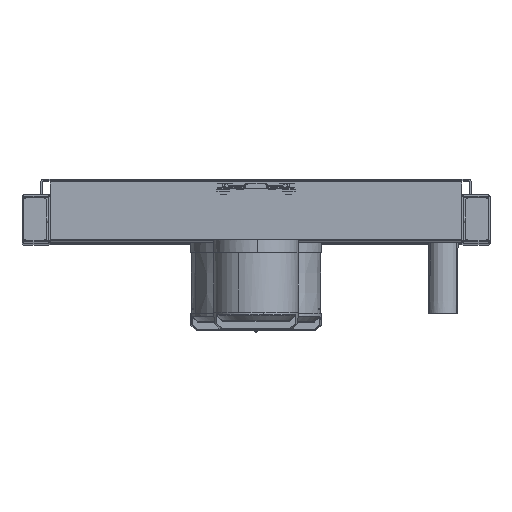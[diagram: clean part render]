
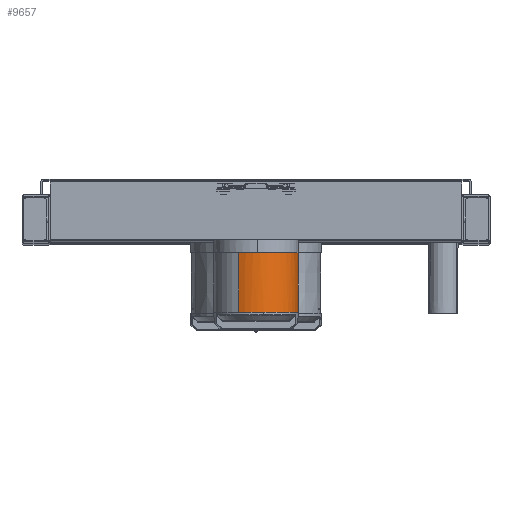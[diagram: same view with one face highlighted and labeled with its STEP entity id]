
A CAD part, top view. The second image highlights one B-rep face of the part: STEP entity #9657.
In plain terms, the highlighted cylindrical face has radius 45 mm (diameter 90 mm), a partial arc.
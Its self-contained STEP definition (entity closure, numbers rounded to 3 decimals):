
#8011=CYLINDRICAL_SURFACE('',#217853,45.);
#9657=ADVANCED_FACE('extract',(#14660),#8011,.T.);
#14660=FACE_OUTER_BOUND('',#80269,.T.);
#19608=VECTOR('',#223642,63.8);
#19609=VECTOR('',#223642,63.8);
#24782=LINE('',#153919,#19608);
#24783=LINE('',#153920,#19609);
#32839=ORIENTED_EDGE('',*,*,#57434,.F.);
#32840=ORIENTED_EDGE('',*,*,#57435,.F.);
#32841=ORIENTED_EDGE('',*,*,#57436,.T.);
#32842=ORIENTED_EDGE('',*,*,#57387,.F.);
#32843=ORIENTED_EDGE('',*,*,#57393,.T.);
#57387=EDGE_CURVE('1945',#72545,#72546,#69248,.T.);
#57393=EDGE_CURVE('1951',#72545,#72550,#69253,.T.);
#57434=EDGE_CURVE('1992',#72589,#72550,#24782,.T.);
#57435=EDGE_CURVE('1993',#72590,#72589,#69267,.T.);
#57436=EDGE_CURVE('1994',#72590,#72546,#24783,.T.);
#69248=CIRCLE('',#217821,45.);
#69253=CIRCLE('',#217827,45.);
#69267=CIRCLE('',#217854,45.);
#72545=VERTEX_POINT('1323',#153745);
#72546=VERTEX_POINT('1324',#153746);
#72550=VERTEX_POINT('1328',#153756);
#72589=VERTEX_POINT('1367',#153919);
#72590=VERTEX_POINT('1368',#153920);
#80269=EDGE_LOOP('',(#32839,#32840,#32841,#32842,#32843));
#153745=CARTESIAN_POINT('',(8.306,-75.3,2182.227));
#153746=CARTESIAN_POINT('',(-18.513,-75.3,2179.016));
#153747=CARTESIAN_POINT('',(0.,-75.3,2138.));
#153756=CARTESIAN_POINT('',(18.513,-75.3,2096.984));
#153918=CARTESIAN_POINT('',(0.,-11.5,2138.));
#153919=CARTESIAN_POINT('',(18.513,-11.5,2096.984));
#153920=CARTESIAN_POINT('',(-18.513,-11.5,2179.016));
#217821=AXIS2_PLACEMENT_3D('',#153747,#223642,#224099);
#217827=AXIS2_PLACEMENT_3D('',#153747,#223641,#224099);
#217853=AXIS2_PLACEMENT_3D('',#153918,#223642,#224123);
#217854=AXIS2_PLACEMENT_3D('',#153918,#223641,#224124);
#223641=DIRECTION('',(0.,1.,0.));
#223642=DIRECTION('',(0.,-1.,0.));
#224099=DIRECTION('',(0.185,0.,0.983));
#224123=DIRECTION('',(0.411,0.,-0.911));
#224124=DIRECTION('',(-0.411,0.,0.911));
